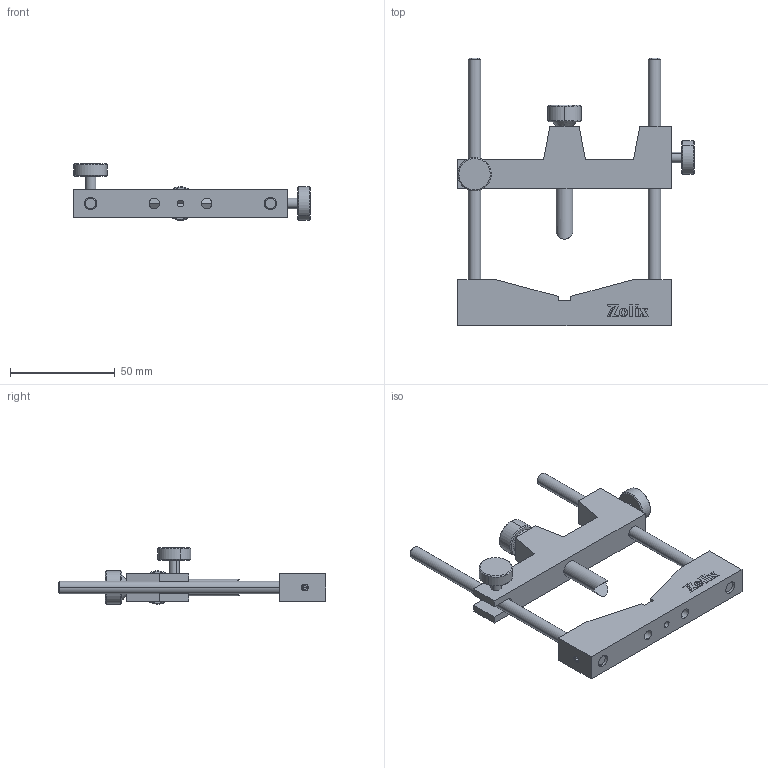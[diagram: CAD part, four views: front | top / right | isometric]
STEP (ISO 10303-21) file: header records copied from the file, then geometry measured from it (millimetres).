
FILE_DESCRIPTION (( 'STEP AP203' ), '1' );
FILE_NAME ('OMLH-3.step', '2019-05-10T01:43:58', ( 'User' ), ( 'User' ), 'SwSTEP 2.0', 'SolidWorks 2016', '' );
FILE_SCHEMA (( 'CONFIG_CONTROL_DESIGN' ));
Length unit declared in the file: millimetre
Products named in the file (1): OMLH-3
Bounding box: 113 x 128 x 27 mm (x, y, z)
Surface area: 24123.1 mm2 (no closed solid volume)
Topology: 0 solids, 14 shells, 135 faces, 599 edges, 480 vertices
Faces by surface type: plane 76, cylinder 33, cone 26
Entity records: 6387 total; most frequent: CARTESIAN_POINT 1468, DIRECTION 955, ORIENTED_EDGE 870, EDGE_CURVE 599, LINE 481, VECTOR 481, VERTEX_POINT 480, AXIS2_PLACEMENT_3D 237
